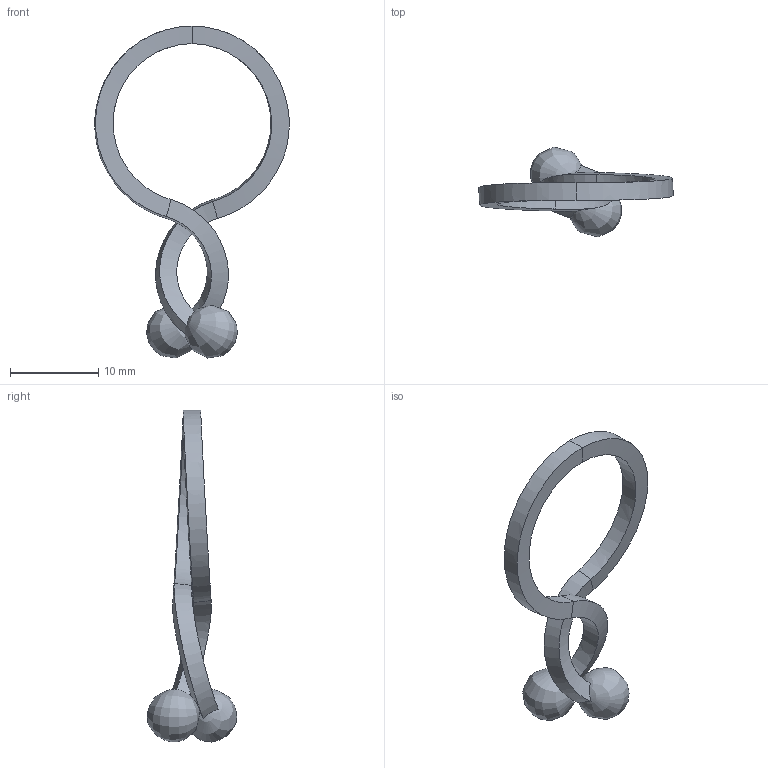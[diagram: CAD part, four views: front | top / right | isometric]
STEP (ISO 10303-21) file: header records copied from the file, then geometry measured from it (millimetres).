
FILE_DESCRIPTION((''),'2;1');
FILE_NAME('','2005-12-14T16:14:05',(''),(''),'','CADfix','');
FILE_SCHEMA(('AUTOMOTIVE_DESIGN'));
Length unit declared in the file: millimetre
Products named in the file (1): clip
Bounding box: 22.07 x 10.17 x 37.66 mm (x, y, z)
Volume: 587.7 mm3; surface area: 942.6 mm2
Topology: 1 solids, 1 shells, 18 faces, 36 edges, 20 vertices
Faces by surface type: bspline 18
Entity records: 1865 total; most frequent: CARTESIAN_POINT 1609, ORIENTED_EDGE 72, EDGE_CURVE 36, B_SPLINE_CURVE_WITH_KNOTS 32, VERTEX_POINT 20, EDGE_LOOP 18, FACE_OUTER_BOUND 18, ADVANCED_FACE 18
